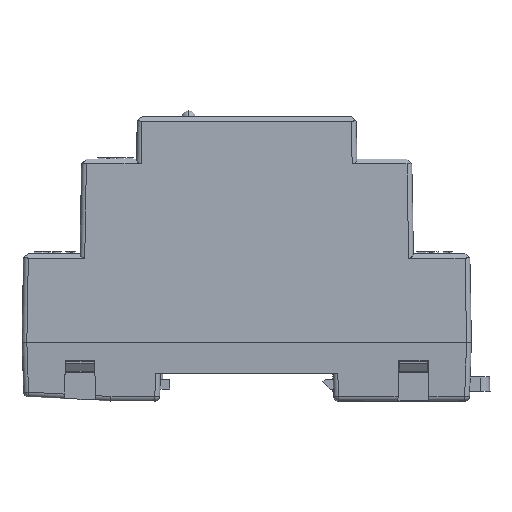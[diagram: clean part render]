
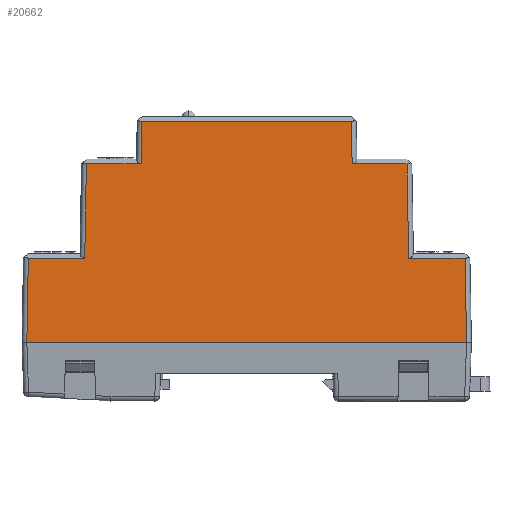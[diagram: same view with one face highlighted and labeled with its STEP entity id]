
A CAD part, left-side view. The second image highlights one B-rep face of the part: STEP entity #20662.
In plain terms, the highlighted planar face has unit normal (-1, 0, 0.018).
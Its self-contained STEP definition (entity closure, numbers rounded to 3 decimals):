
#155 = CARTESIAN_POINT ( 'NONE',  ( -8.354, 21.818, 37. ) ) ;
#284 = ORIENTED_EDGE ( 'NONE', *, *, #2466, .T. ) ;
#575 = EDGE_CURVE ( 'NONE', #31611, #34645, #25203, .T. ) ;
#625 = VECTOR ( 'NONE', #18722, 1000. ) ;
#807 = CARTESIAN_POINT ( 'NONE',  ( -9., 45.5, -0.017 ) ) ;
#1712 = CARTESIAN_POINT ( 'NONE',  ( -8.695, -34.5, 17.482 ) ) ;
#2029 = DIRECTION ( 'NONE',  ( -1., 0., 0.017 ) ) ;
#2466 = EDGE_CURVE ( 'NONE', #30570, #5585, #35103, .T. ) ;
#3011 = ORIENTED_EDGE ( 'NONE', *, *, #30003, .T. ) ;
#3721 = VERTEX_POINT ( 'NONE', #35687 ) ;
#4847 = EDGE_CURVE ( 'NONE', #21192, #3721, #20256, .T. ) ;
#4997 = PLANE ( 'NONE',  #17533 ) ;
#5141 = VECTOR ( 'NONE', #34799, 1000. ) ;
#5585 = VERTEX_POINT ( 'NONE', #20691 ) ;
#5909 = ORIENTED_EDGE ( 'NONE', *, *, #13398, .T. ) ;
#7467 = LINE ( 'NONE', #37730, #28091 ) ;
#7582 = EDGE_LOOP ( 'NONE', ( #12997, #5909, #17909, #29361, #284, #8971, #20564, #3011, #15739, #29996, #20298, #33133 ) ) ;
#7587 = LINE ( 'NONE', #34703, #20703 ) ;
#7596 = DIRECTION ( 'NONE',  ( 0., 1., 0. ) ) ;
#7727 = VERTEX_POINT ( 'NONE', #155 ) ;
#7892 = CARTESIAN_POINT ( 'NONE',  ( -9., 46.5, 0. ) ) ;
#8449 = CARTESIAN_POINT ( 'NONE',  ( -8.695, 33.518, 17.483 ) ) ;
#8672 = DIRECTION ( 'NONE',  ( 0.017, 0.017, 1. ) ) ;
#8971 = ORIENTED_EDGE ( 'NONE', *, *, #15269, .T. ) ;
#9675 = LINE ( 'NONE', #13023, #625 ) ;
#10103 = VECTOR ( 'NONE', #22846, 1000. ) ;
#11355 = CARTESIAN_POINT ( 'NONE',  ( -8.695, -33.518, 17.482 ) ) ;
#11778 = VECTOR ( 'NONE', #12602, 1000. ) ;
#12205 = LINE ( 'NONE', #29694, #19847 ) ;
#12207 = CARTESIAN_POINT ( 'NONE',  ( -8.354, 21.818, 36.983 ) ) ;
#12602 = DIRECTION ( 'NONE',  ( -0.017, 0.017, -1. ) ) ;
#12997 = ORIENTED_EDGE ( 'NONE', *, *, #23120, .F. ) ;
#13023 = CARTESIAN_POINT ( 'NONE',  ( -8.695, 46.177, 17.5 ) ) ;
#13209 = DIRECTION ( 'NONE',  ( -0.017, 0.017, -1. ) ) ;
#13398 = EDGE_CURVE ( 'NONE', #24233, #28506, #12205, .T. ) ;
#14025 = DIRECTION ( 'NONE',  ( 0.017, 0., 1. ) ) ;
#14664 = VERTEX_POINT ( 'NONE', #23535 ) ;
#14833 = DIRECTION ( 'NONE',  ( 0., 1., 0. ) ) ;
#15269 = EDGE_CURVE ( 'NONE', #5585, #14664, #37939, .T. ) ;
#15589 = VECTOR ( 'NONE', #13209, 1000. ) ;
#15739 = ORIENTED_EDGE ( 'NONE', *, *, #35322, .T. ) ;
#16082 = CARTESIAN_POINT ( 'NONE',  ( -8.354, -33.178, 36.982 ) ) ;
#16638 = CARTESIAN_POINT ( 'NONE',  ( -8.354, -22.8, 36.982 ) ) ;
#16699 = DIRECTION ( 'NONE',  ( 0.017, 0.017, 1. ) ) ;
#16829 = DIRECTION ( 'NONE',  ( 0., 1., 0. ) ) ;
#17533 = AXIS2_PLACEMENT_3D ( 'NONE', #26015, #2029, #14025 ) ;
#17909 = ORIENTED_EDGE ( 'NONE', *, *, #25598, .T. ) ;
#18163 = CARTESIAN_POINT ( 'NONE',  ( -8.354, 34.16, 37. ) ) ;
#18530 = CARTESIAN_POINT ( 'NONE',  ( -8.695, -45.195, 17.482 ) ) ;
#18722 = DIRECTION ( 'NONE',  ( 0., 1., 0. ) ) ;
#18853 = VERTEX_POINT ( 'NONE', #11355 ) ;
#19491 = CARTESIAN_POINT ( 'NONE',  ( -8.201, -21.664, 45.783 ) ) ;
#19847 = VECTOR ( 'NONE', #8672, 1000. ) ;
#20256 = LINE ( 'NONE', #8449, #35916 ) ;
#20298 = ORIENTED_EDGE ( 'NONE', *, *, #35746, .T. ) ;
#20455 = LINE ( 'NONE', #7892, #10103 ) ;
#20564 = ORIENTED_EDGE ( 'NONE', *, *, #21446, .T. ) ;
#20662 = ADVANCED_FACE ( 'NONE', ( #29150 ), #4997, .T. ) ;
#20691 = CARTESIAN_POINT ( 'NONE',  ( -8.354, -21.818, 36.982 ) ) ;
#20703 = VECTOR ( 'NONE', #16829, 1000. ) ;
#21192 = VERTEX_POINT ( 'NONE', #28717 ) ;
#21446 = EDGE_CURVE ( 'NONE', #14664, #30449, #7587, .T. ) ;
#22846 = DIRECTION ( 'NONE',  ( 0., 1., 0. ) ) ;
#23120 = EDGE_CURVE ( 'NONE', #24233, #34645, #20455, .T. ) ;
#23151 = LINE ( 'NONE', #1712, #24890 ) ;
#23535 = CARTESIAN_POINT ( 'NONE',  ( -8.201, -21.664, 45.8 ) ) ;
#23814 = LINE ( 'NONE', #12207, #11778 ) ;
#24233 = VERTEX_POINT ( 'NONE', #34872 ) ;
#24890 = VECTOR ( 'NONE', #29020, 1000. ) ;
#24964 = EDGE_CURVE ( 'NONE', #18853, #30570, #7467, .T. ) ;
#25203 = LINE ( 'NONE', #807, #15589 ) ;
#25598 = EDGE_CURVE ( 'NONE', #28506, #18853, #23151, .T. ) ;
#26015 = CARTESIAN_POINT ( 'NONE',  ( -9., 46.5, 0. ) ) ;
#26446 = CARTESIAN_POINT ( 'NONE',  ( -8.695, 45.195, 17.5 ) ) ;
#28091 = VECTOR ( 'NONE', #16699, 1000. ) ;
#28506 = VERTEX_POINT ( 'NONE', #18530 ) ;
#28717 = CARTESIAN_POINT ( 'NONE',  ( -8.354, 33.177, 37. ) ) ;
#29020 = DIRECTION ( 'NONE',  ( 0., 1., 0. ) ) ;
#29150 = FACE_OUTER_BOUND ( 'NONE', #7582, .T. ) ;
#29361 = ORIENTED_EDGE ( 'NONE', *, *, #24964, .T. ) ;
#29694 = CARTESIAN_POINT ( 'NONE',  ( -8.695, -45.195, 17.465 ) ) ;
#29839 = CARTESIAN_POINT ( 'NONE',  ( -8.201, 21.664, 45.8 ) ) ;
#29996 = ORIENTED_EDGE ( 'NONE', *, *, #4847, .T. ) ;
#30003 = EDGE_CURVE ( 'NONE', #30449, #7727, #23814, .T. ) ;
#30449 = VERTEX_POINT ( 'NONE', #29839 ) ;
#30570 = VERTEX_POINT ( 'NONE', #16082 ) ;
#31611 = VERTEX_POINT ( 'NONE', #26446 ) ;
#32238 = DIRECTION ( 'NONE',  ( -0.017, 0.017, -1. ) ) ;
#33110 = LINE ( 'NONE', #18163, #37657 ) ;
#33133 = ORIENTED_EDGE ( 'NONE', *, *, #575, .T. ) ;
#34271 = VECTOR ( 'NONE', #7596, 1000. ) ;
#34645 = VERTEX_POINT ( 'NONE', #35421 ) ;
#34703 = CARTESIAN_POINT ( 'NONE',  ( -8.201, 22.646, 45.8 ) ) ;
#34799 = DIRECTION ( 'NONE',  ( 0.017, 0.017, 1. ) ) ;
#34872 = CARTESIAN_POINT ( 'NONE',  ( -9., -45.5, 0. ) ) ;
#35103 = LINE ( 'NONE', #16638, #34271 ) ;
#35322 = EDGE_CURVE ( 'NONE', #7727, #21192, #33110, .T. ) ;
#35421 = CARTESIAN_POINT ( 'NONE',  ( -9., 45.5, 0. ) ) ;
#35687 = CARTESIAN_POINT ( 'NONE',  ( -8.695, 33.518, 17.5 ) ) ;
#35746 = EDGE_CURVE ( 'NONE', #3721, #31611, #9675, .T. ) ;
#35916 = VECTOR ( 'NONE', #32238, 1000. ) ;
#37657 = VECTOR ( 'NONE', #14833, 1000. ) ;
#37730 = CARTESIAN_POINT ( 'NONE',  ( -8.355, -33.178, 36.965 ) ) ;
#37939 = LINE ( 'NONE', #19491, #5141 ) ;
